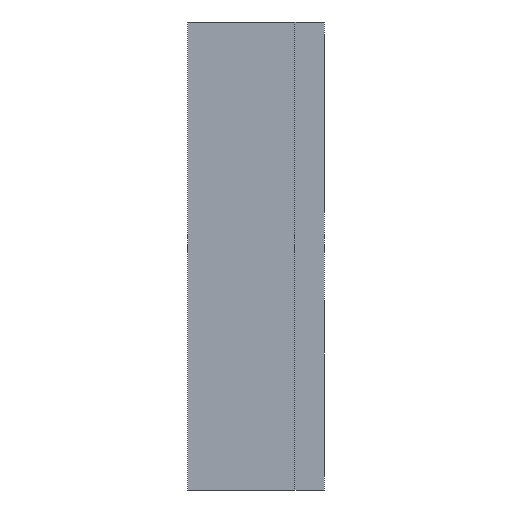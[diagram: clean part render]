
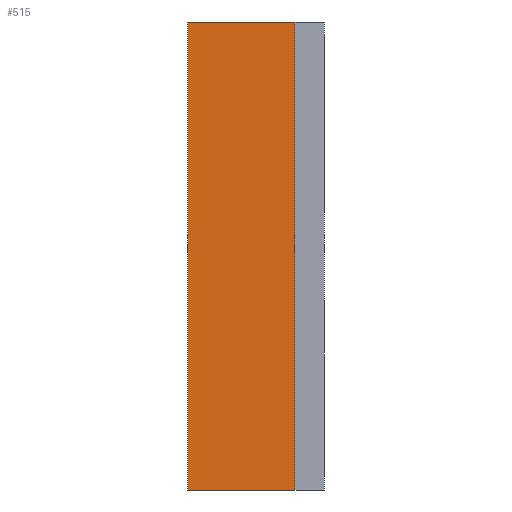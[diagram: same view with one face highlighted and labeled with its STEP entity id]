
A CAD part, left-side view. The second image highlights one B-rep face of the part: STEP entity #515.
In plain terms, the highlighted planar face has unit normal (-1, 0, 0).
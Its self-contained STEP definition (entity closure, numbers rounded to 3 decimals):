
#60 = CARTESIAN_POINT ( 'NONE',  ( -0.8, 0.35, 0.6 ) ) ;
#61 = CARTESIAN_POINT ( 'NONE',  ( -0.8, 0.35, -0.6 ) ) ;
#94 = DIRECTION ( 'NONE',  ( 0., 0., 1. ) ) ;
#183 = CARTESIAN_POINT ( 'NONE',  ( -0.8, 0.35, -0.6 ) ) ;
#230 = LINE ( 'NONE', #183, #792 ) ;
#247 = LINE ( 'NONE', #61, #968 ) ;
#278 = CARTESIAN_POINT ( 'NONE',  ( -0.8, 0.075, 0.6 ) ) ;
#351 = EDGE_CURVE ( 'NONE', #521, #1036, #247, .T. ) ;
#440 = ORIENTED_EDGE ( 'NONE', *, *, #797, .F. ) ;
#460 = CARTESIAN_POINT ( 'NONE',  ( -0.8, 0.075, -0.6 ) ) ;
#515 = ADVANCED_FACE ( 'NONE', ( #1434 ), #1320, .F. ) ;
#521 = VERTEX_POINT ( 'NONE', #1561 ) ;
#535 = VECTOR ( 'NONE', #944, 1000. ) ;
#596 = EDGE_CURVE ( 'NONE', #673, #1062, #1332, .T. ) ;
#652 = CARTESIAN_POINT ( 'NONE',  ( -0.8, 0.075, -0.6 ) ) ;
#672 = CARTESIAN_POINT ( 'NONE',  ( -0.8, 0.35, -0.6 ) ) ;
#673 = VERTEX_POINT ( 'NONE', #745 ) ;
#698 = ORIENTED_EDGE ( 'NONE', *, *, #1481, .T. ) ;
#745 = CARTESIAN_POINT ( 'NONE',  ( -0.8, 0.35, 0.6 ) ) ;
#792 = VECTOR ( 'NONE', #1314, 1000. ) ;
#794 = VECTOR ( 'NONE', #94, 1000. ) ;
#797 = EDGE_CURVE ( 'NONE', #521, #673, #230, .T. ) ;
#877 = ORIENTED_EDGE ( 'NONE', *, *, #351, .T. ) ;
#944 = DIRECTION ( 'NONE',  ( 0., -1., 0. ) ) ;
#968 = VECTOR ( 'NONE', #1204, 1000. ) ;
#1036 = VERTEX_POINT ( 'NONE', #652 ) ;
#1053 = DIRECTION ( 'NONE',  ( 1., 0., 0. ) ) ;
#1062 = VERTEX_POINT ( 'NONE', #278 ) ;
#1128 = EDGE_LOOP ( 'NONE', ( #698, #1187, #440, #877 ) ) ;
#1187 = ORIENTED_EDGE ( 'NONE', *, *, #596, .F. ) ;
#1204 = DIRECTION ( 'NONE',  ( 0., -1., 0. ) ) ;
#1222 = AXIS2_PLACEMENT_3D ( 'NONE', #672, #1053, #1435 ) ;
#1314 = DIRECTION ( 'NONE',  ( 0., 0., 1. ) ) ;
#1320 = PLANE ( 'NONE',  #1222 ) ;
#1332 = LINE ( 'NONE', #60, #535 ) ;
#1434 = FACE_OUTER_BOUND ( 'NONE', #1128, .T. ) ;
#1435 = DIRECTION ( 'NONE',  ( 0., 0., -1. ) ) ;
#1481 = EDGE_CURVE ( 'NONE', #1036, #1062, #1490, .T. ) ;
#1490 = LINE ( 'NONE', #460, #794 ) ;
#1561 = CARTESIAN_POINT ( 'NONE',  ( -0.8, 0.35, -0.6 ) ) ;
